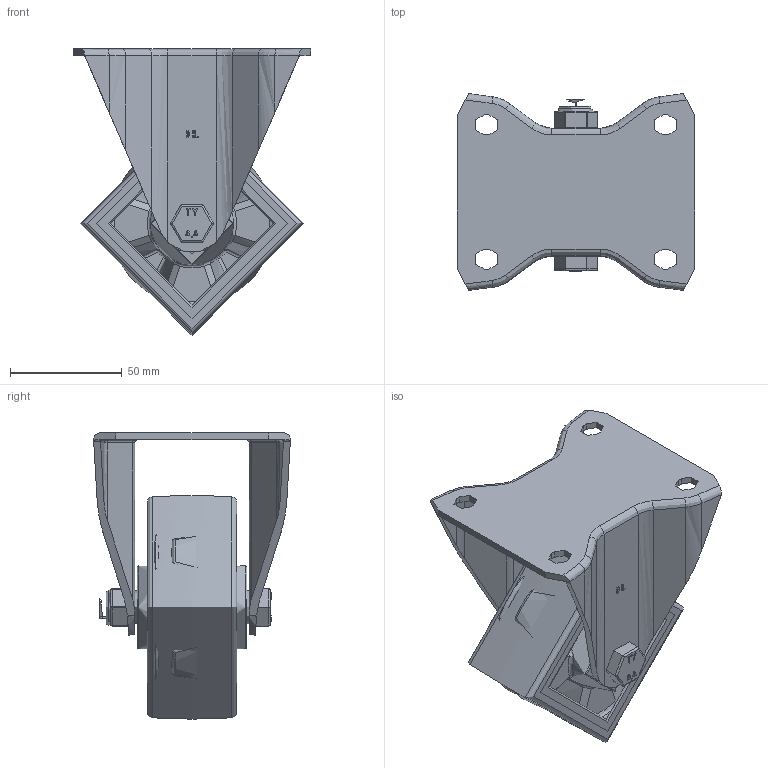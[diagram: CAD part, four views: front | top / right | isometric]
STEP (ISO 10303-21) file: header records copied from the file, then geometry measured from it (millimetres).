
FILE_DESCRIPTION(/* description */ (''),/* implementation_level */ '2;1');
FILE_NAME(/* name */ 'BZEHF100XPNB.step',/* time_stamp */ '2025-06-10T12:35:53+01:00',/* author */ (''),/* organization */ (''),/* preprocessor_version */ 'ST-DEVELOPER v20.1',/* originating_system */ 'Autodesk Translation Framework v14.10.0.0',/* authorisation */ '');
FILE_SCHEMA (('AUTOMOTIVE_DESIGN { 1 0 10303 214 3 1 1 }'));
Products named in the file (20): BZEHF100XPNB; BZHF100AS v1; ZINC PLATED, PRESSED STEEL BRACKET; BZXH100WPNRB v1; POLYURETHANE TYRE; NYLON RIM; NYLON RIM Geometry; CAP; ROLLER BEARING; CAGE; RIBS; Component4; TUBEM15X52CH v1; ZINC PLATED STEEL TUBE; HEXBOLTM10X70Z8.8 v2; GRADE 8.8 THREADED ZINC PLATED BOLT; NYLOCM10Z v1; NYLOC NUT; RUBBER; NUT
Assembly tree (26 placements, depth 5):
  BZEHF100XPNB
    BZHF100AS v1
      ZINC PLATED, PRESSED STEEL BRACKET
    BZXH100WPNRB v1
      POLYURETHANE TYRE
      NYLON RIM
        NYLON RIM Geometry
        CAP
      ROLLER BEARING
        CAGE
        RIBS
          Component4  x8
    TUBEM15X52CH v1
      ZINC PLATED STEEL TUBE
    HEXBOLTM10X70Z8.8 v2
      GRADE 8.8 THREADED ZINC PLATED BOLT
    NYLOCM10Z v1
      NYLOC NUT
        RUBBER
        NUT
Bounding box: 106 x 88 x 128 mm (x, y, z)
Volume: 282690.3 mm3; surface area: 125548.3 mm2
Topology: 17 solids, 17 shells, 649 faces, 1554 edges, 943 vertices
Faces by surface type: plane 220, cylinder 163, bspline 161, torus 61, sphere 44
Full cylindrical faces by diameter (mm): 4 x8, 8.141 x18, 9.85 x19, 10 x3, 10.25 x2, 10.3 x1, 12 x2, 14.9 x1, 15 x1, 15.5 x2, 16 x2, 22.5 x1, 26 x1, 26.9 x1, 27 x1, 37 x2, 73 x2, 85 x2
Entity records: 49205 total; most frequent: CARTESIAN_POINT 34636, ORIENTED_EDGE 3066, DIRECTION 2754, EDGE_CURVE 1533, AXIS2_PLACEMENT_3D 1071, VERTEX_POINT 929, EDGE_LOOP 674, FACE_OUTER_BOUND 628
